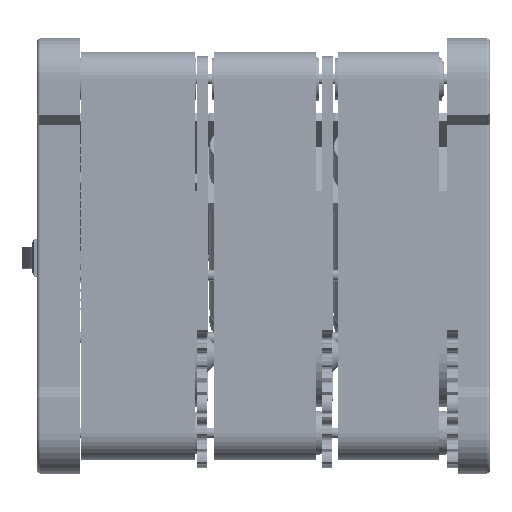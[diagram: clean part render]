
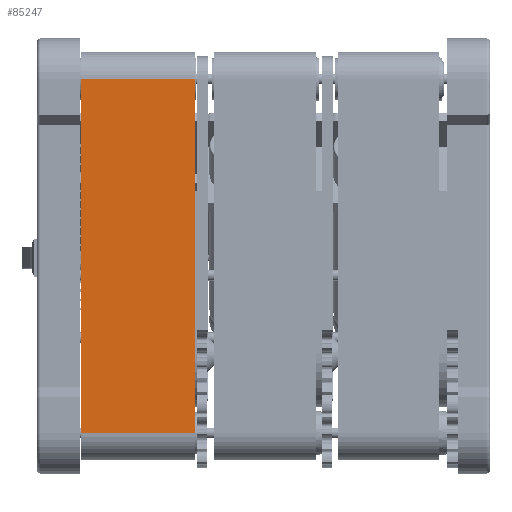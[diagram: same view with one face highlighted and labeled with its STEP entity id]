
A CAD part, front view. The second image highlights one B-rep face of the part: STEP entity #85247.
In plain terms, the highlighted planar face has unit normal (0, -1, 0).
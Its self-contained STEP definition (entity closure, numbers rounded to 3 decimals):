
#4105=PLANE('',#91705);
#9386=FACE_OUTER_BOUND('',#14266,.T.);
#14266=EDGE_LOOP('',(#75614,#75615,#75616,#75617));
#22622=LINE('',#179389,#31641);
#22641=LINE('',#179512,#31660);
#22642=LINE('',#179515,#31661);
#22643=LINE('',#179516,#31662);
#31641=VECTOR('',#110672,10.);
#31660=VECTOR('',#110723,10.);
#31661=VECTOR('',#110726,10.);
#31662=VECTOR('',#110727,10.);
#42001=VERTEX_POINT('',#179386);
#42002=VERTEX_POINT('',#179388);
#42022=VERTEX_POINT('',#179510);
#42023=VERTEX_POINT('',#179514);
#53489=EDGE_CURVE('',#42001,#42002,#22622,.T.);
#53520=EDGE_CURVE('',#42001,#42022,#22641,.T.);
#53521=EDGE_CURVE('',#42023,#42022,#22642,.T.);
#53522=EDGE_CURVE('',#42002,#42023,#22643,.T.);
#75614=ORIENTED_EDGE('',*,*,#53520,.T.);
#75615=ORIENTED_EDGE('',*,*,#53521,.F.);
#75616=ORIENTED_EDGE('',*,*,#53522,.F.);
#75617=ORIENTED_EDGE('',*,*,#53489,.F.);
#85247=ADVANCED_FACE('',(#9386),#4105,.T.);
#91705=AXIS2_PLACEMENT_3D('',#179513,#110724,#110725);
#110672=DIRECTION('',(0.,0.,1.));
#110723=DIRECTION('',(1.,0.,0.));
#110724=DIRECTION('center_axis',(0.,-1.,0.));
#110725=DIRECTION('ref_axis',(0.,0.,-1.));
#110726=DIRECTION('',(0.,0.,-1.));
#110727=DIRECTION('',(1.,0.,0.));
#179386=CARTESIAN_POINT('',(70.8,-43.277,-86.722));
#179388=CARTESIAN_POINT('',(70.8,-43.277,12.493));
#179389=CARTESIAN_POINT('',(70.8,-43.277,-86.722));
#179510=CARTESIAN_POINT('',(102.8,-43.277,-86.722));
#179512=CARTESIAN_POINT('',(85.05,-43.277,-86.722));
#179513=CARTESIAN_POINT('Origin',(85.05,-43.277,12.493));
#179514=CARTESIAN_POINT('',(102.8,-43.277,12.493));
#179515=CARTESIAN_POINT('',(102.8,-43.277,-12.311));
#179516=CARTESIAN_POINT('',(85.05,-43.277,12.493));
